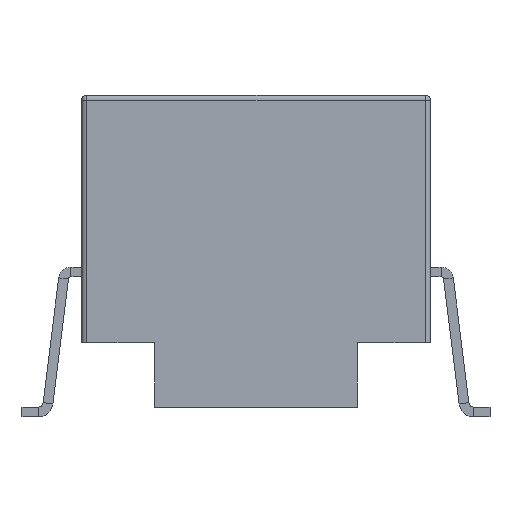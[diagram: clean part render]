
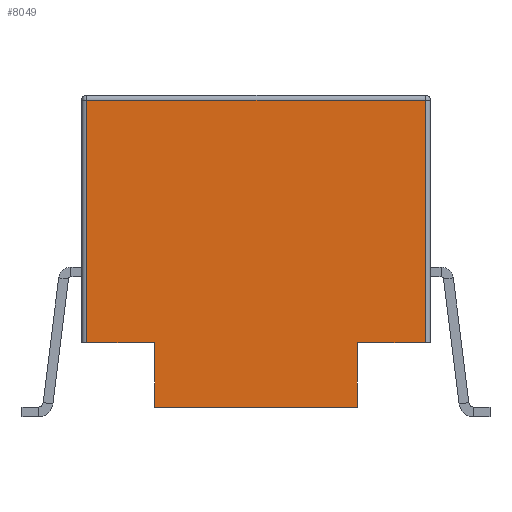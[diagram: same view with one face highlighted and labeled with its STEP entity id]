
A CAD part, left-side view. The second image highlights one B-rep face of the part: STEP entity #8049.
In plain terms, the highlighted planar face has unit normal (-1, 0, 0).
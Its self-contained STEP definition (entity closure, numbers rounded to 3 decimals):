
#234=PLANE('',#8564);
#599=FACE_OUTER_BOUND('',#1117,.T.);
#1117=EDGE_LOOP('',(#5405,#5406,#5407,#5408,#5409,#5410,#5411,#5412));
#1657=LINE('',#11439,#2513);
#1660=LINE('',#11445,#2516);
#1663=LINE('',#11451,#2519);
#1731=LINE('',#12164,#2587);
#1732=LINE('',#12165,#2588);
#1733=LINE('',#12167,#2589);
#1734=LINE('',#12169,#2590);
#1735=LINE('',#12170,#2591);
#2513=VECTOR('',#9198,1.);
#2516=VECTOR('',#9203,1.);
#2519=VECTOR('',#9208,1.);
#2587=VECTOR('',#9284,1.);
#2588=VECTOR('',#9285,1.);
#2589=VECTOR('',#9286,1.);
#2590=VECTOR('',#9287,1.);
#2591=VECTOR('',#9288,1.);
#3524=VERTEX_POINT('',#11433);
#3526=VERTEX_POINT('',#11437);
#3528=VERTEX_POINT('',#11443);
#3530=VERTEX_POINT('',#11448);
#3632=VERTEX_POINT('',#12162);
#3633=VERTEX_POINT('',#12163);
#3634=VERTEX_POINT('',#12166);
#3635=VERTEX_POINT('',#12168);
#4179=EDGE_CURVE('',#3524,#3526,#1657,.T.);
#4182=EDGE_CURVE('',#3528,#3526,#1660,.T.);
#4185=EDGE_CURVE('',#3524,#3530,#1663,.T.);
#4287=EDGE_CURVE('',#3632,#3633,#1731,.T.);
#4288=EDGE_CURVE('',#3530,#3633,#1732,.T.);
#4289=EDGE_CURVE('',#3634,#3528,#1733,.T.);
#4290=EDGE_CURVE('',#3634,#3635,#1734,.T.);
#4291=EDGE_CURVE('',#3635,#3632,#1735,.T.);
#5405=ORIENTED_EDGE('',*,*,#4287,.T.);
#5406=ORIENTED_EDGE('',*,*,#4288,.F.);
#5407=ORIENTED_EDGE('',*,*,#4185,.F.);
#5408=ORIENTED_EDGE('',*,*,#4179,.T.);
#5409=ORIENTED_EDGE('',*,*,#4182,.F.);
#5410=ORIENTED_EDGE('',*,*,#4289,.F.);
#5411=ORIENTED_EDGE('',*,*,#4290,.T.);
#5412=ORIENTED_EDGE('',*,*,#4291,.T.);
#8049=ADVANCED_FACE('',(#599),#234,.F.);
#8564=AXIS2_PLACEMENT_3D('',#12161,#9282,#9283);
#9198=DIRECTION('',(0.,-1.,0.));
#9203=DIRECTION('',(0.,0.,-1.));
#9208=DIRECTION('',(0.,0.,1.));
#9282=DIRECTION('center_axis',(1.,0.,0.));
#9283=DIRECTION('ref_axis',(0.,1.,0.));
#9284=DIRECTION('',(0.,0.,-1.));
#9285=DIRECTION('',(0.,1.,0.));
#9286=DIRECTION('',(0.,1.,0.));
#9287=DIRECTION('',(0.,0.,1.));
#9288=DIRECTION('',(0.,1.,0.));
#11433=CARTESIAN_POINT('',(-6.35,2.067,0.2));
#11437=CARTESIAN_POINT('',(-6.35,-2.067,0.2));
#11439=CARTESIAN_POINT('',(-6.35,3.55,0.2));
#11443=CARTESIAN_POINT('',(-6.35,-2.067,1.504));
#11445=CARTESIAN_POINT('',(-6.35,-2.067,0.2));
#11448=CARTESIAN_POINT('',(-6.35,2.067,1.504));
#11451=CARTESIAN_POINT('',(-6.35,2.067,0.2));
#12161=CARTESIAN_POINT('Origin',(-6.35,3.55,6.55));
#12162=CARTESIAN_POINT('',(-6.35,3.45,6.45));
#12163=CARTESIAN_POINT('',(-6.35,3.45,1.504));
#12164=CARTESIAN_POINT('',(-6.35,3.45,6.55));
#12165=CARTESIAN_POINT('',(-6.35,3.55,1.504));
#12166=CARTESIAN_POINT('',(-6.35,-3.45,1.504));
#12167=CARTESIAN_POINT('',(-6.35,-3.55,1.504));
#12168=CARTESIAN_POINT('',(-6.35,-3.45,6.45));
#12169=CARTESIAN_POINT('',(-6.35,-3.45,6.55));
#12170=CARTESIAN_POINT('',(-6.35,3.55,6.45));
